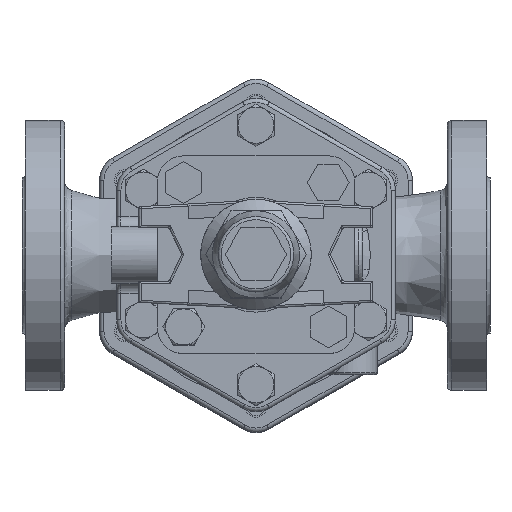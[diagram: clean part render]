
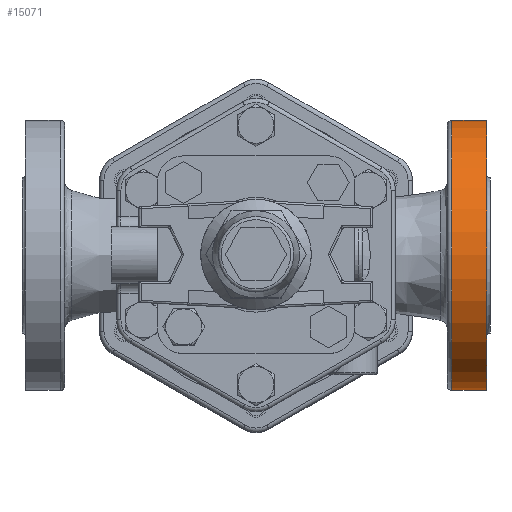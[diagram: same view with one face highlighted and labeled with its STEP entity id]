
A CAD part, top view. The second image highlights one B-rep face of the part: STEP entity #15071.
In plain terms, the highlighted cylindrical face has radius 63.5 mm (diameter 127 mm), a full revolution.
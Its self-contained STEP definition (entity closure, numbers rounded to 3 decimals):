
#471=FACE_BOUND('',#2474,.T.);
#1433=FACE_OUTER_BOUND('',#2473,.T.);
#2473=EDGE_LOOP('',(#10540));
#2474=EDGE_LOOP('',(#10541));
#5284=CIRCLE('',#16107,63.5);
#5290=CIRCLE('',#16115,63.5);
#6591=VERTEX_POINT('',#23467);
#6598=VERTEX_POINT('',#23536);
#8115=EDGE_CURVE('',#6591,#6591,#5284,.T.);
#8122=EDGE_CURVE('',#6598,#6598,#5290,.T.);
#10540=ORIENTED_EDGE('',*,*,#8122,.T.);
#10541=ORIENTED_EDGE('',*,*,#8115,.F.);
#14744=CYLINDRICAL_SURFACE('',#16114,63.5);
#15071=ADVANCED_FACE('',(#1433,#471),#14744,.T.);
#16107=AXIS2_PLACEMENT_3D('',#23468,#17967,#17968);
#16114=AXIS2_PLACEMENT_3D('',#23535,#17981,#17982);
#16115=AXIS2_PLACEMENT_3D('',#23537,#17983,#17984);
#17967=DIRECTION('center_axis',(-1.,0.,0.));
#17968=DIRECTION('ref_axis',(0.,0.,1.));
#17981=DIRECTION('center_axis',(1.,0.,0.));
#17982=DIRECTION('ref_axis',(0.,0.,1.));
#17983=DIRECTION('center_axis',(-1.,0.,0.));
#17984=DIRECTION('ref_axis',(0.,0.,1.));
#23467=CARTESIAN_POINT('',(92.,0.,44.5));
#23468=CARTESIAN_POINT('Origin',(92.,0.,108.));
#23535=CARTESIAN_POINT('Origin',(90.,0.,108.));
#23536=CARTESIAN_POINT('',(108.4,0.,44.5));
#23537=CARTESIAN_POINT('Origin',(108.4,0.,108.));
